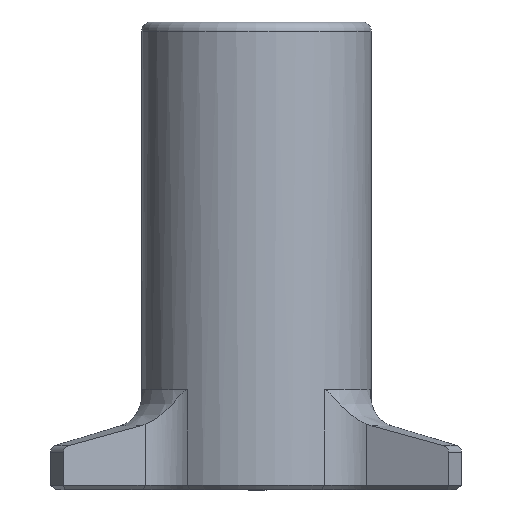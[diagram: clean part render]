
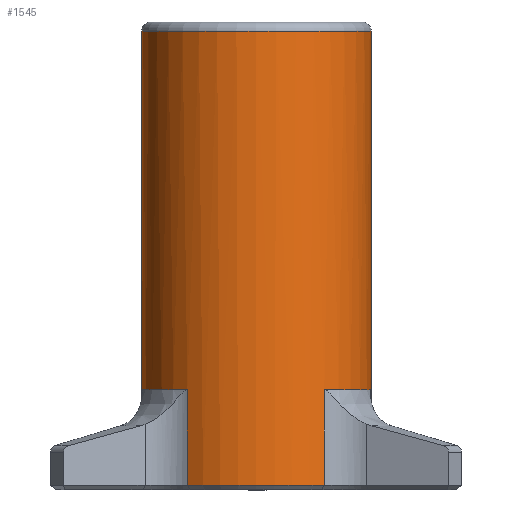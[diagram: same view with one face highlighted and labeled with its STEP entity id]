
A CAD part, left-side view. The second image highlights one B-rep face of the part: STEP entity #1545.
In plain terms, the highlighted cylindrical face has radius 12.5 mm (diameter 25 mm), a full revolution.
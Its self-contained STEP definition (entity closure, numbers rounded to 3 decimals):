
#133=FACE_OUTER_BOUND('',#222,.T.);
#222=EDGE_LOOP('',(#1251,#1252,#1253,#1254,#1255,#1256,#1257,#1258,#1259,
#1260,#1261,#1262,#1263,#1264,#1265,#1266));
#264=CIRCLE('',#1637,12.5);
#267=CIRCLE('',#1645,12.5);
#270=CIRCLE('',#1655,12.5);
#271=CIRCLE('',#1656,12.5);
#273=CIRCLE('',#1679,12.5);
#274=CIRCLE('',#1680,12.5);
#275=CIRCLE('',#1681,12.5);
#276=CIRCLE('',#1682,12.5);
#453=LINE('',#4079,#553);
#455=LINE('',#4124,#555);
#467=LINE('',#4199,#567);
#468=LINE('',#4202,#568);
#470=LINE('',#4247,#570);
#471=LINE('',#4251,#571);
#472=LINE('',#4255,#572);
#553=VECTOR('',#1950,10.);
#555=VECTOR('',#1954,10.);
#567=VECTOR('',#1984,10.);
#568=VECTOR('',#1987,10.);
#570=VECTOR('',#1991,10.);
#571=VECTOR('',#1996,12.5);
#572=VECTOR('',#2001,10.);
#672=VERTEX_POINT('',#3980);
#673=VERTEX_POINT('',#3984);
#678=VERTEX_POINT('',#4002);
#679=VERTEX_POINT('',#4006);
#684=VERTEX_POINT('',#4028);
#685=VERTEX_POINT('',#4032);
#686=VERTEX_POINT('',#4034);
#696=VERTEX_POINT('',#4078);
#698=VERTEX_POINT('',#4103);
#711=VERTEX_POINT('',#4178);
#712=VERTEX_POINT('',#4201);
#714=VERTEX_POINT('',#4226);
#715=VERTEX_POINT('',#4249);
#716=VERTEX_POINT('',#4253);
#857=EDGE_CURVE('',#673,#672,#264,.T.);
#868=EDGE_CURVE('',#679,#678,#267,.T.);
#881=EDGE_CURVE('',#685,#686,#270,.T.);
#882=EDGE_CURVE('',#686,#684,#271,.T.);
#897=EDGE_CURVE('',#696,#672,#453,.T.);
#901=EDGE_CURVE('',#698,#673,#455,.T.);
#920=EDGE_CURVE('',#711,#679,#467,.T.);
#921=EDGE_CURVE('',#684,#712,#468,.T.);
#925=EDGE_CURVE('',#685,#714,#470,.T.);
#926=EDGE_CURVE('',#715,#715,#273,.T.);
#927=EDGE_CURVE('',#715,#686,#471,.T.);
#928=EDGE_CURVE('',#696,#714,#274,.T.);
#929=EDGE_CURVE('',#716,#698,#275,.T.);
#930=EDGE_CURVE('',#678,#716,#472,.T.);
#931=EDGE_CURVE('',#712,#711,#276,.T.);
#1251=ORIENTED_EDGE('',*,*,#926,.F.);
#1252=ORIENTED_EDGE('',*,*,#927,.T.);
#1253=ORIENTED_EDGE('',*,*,#881,.F.);
#1254=ORIENTED_EDGE('',*,*,#925,.T.);
#1255=ORIENTED_EDGE('',*,*,#928,.F.);
#1256=ORIENTED_EDGE('',*,*,#897,.T.);
#1257=ORIENTED_EDGE('',*,*,#857,.F.);
#1258=ORIENTED_EDGE('',*,*,#901,.F.);
#1259=ORIENTED_EDGE('',*,*,#929,.F.);
#1260=ORIENTED_EDGE('',*,*,#930,.F.);
#1261=ORIENTED_EDGE('',*,*,#868,.F.);
#1262=ORIENTED_EDGE('',*,*,#920,.F.);
#1263=ORIENTED_EDGE('',*,*,#931,.F.);
#1264=ORIENTED_EDGE('',*,*,#921,.F.);
#1265=ORIENTED_EDGE('',*,*,#882,.F.);
#1266=ORIENTED_EDGE('',*,*,#927,.F.);
#1473=CYLINDRICAL_SURFACE('',#1678,12.5);
#1545=ADVANCED_FACE('',(#133),#1473,.T.);
#1637=AXIS2_PLACEMENT_3D('',#3986,#1865,#1866);
#1645=AXIS2_PLACEMENT_3D('',#4008,#1889,#1890);
#1655=AXIS2_PLACEMENT_3D('',#4035,#1919,#1920);
#1656=AXIS2_PLACEMENT_3D('',#4036,#1921,#1922);
#1678=AXIS2_PLACEMENT_3D('',#4248,#1992,#1993);
#1679=AXIS2_PLACEMENT_3D('',#4250,#1994,#1995);
#1680=AXIS2_PLACEMENT_3D('',#4252,#1997,#1998);
#1681=AXIS2_PLACEMENT_3D('',#4254,#1999,#2000);
#1682=AXIS2_PLACEMENT_3D('',#4256,#2002,#2003);
#1865=DIRECTION('center_axis',(0.,0.,-1.));
#1866=DIRECTION('ref_axis',(1.,0.,0.));
#1889=DIRECTION('center_axis',(0.,0.,-1.));
#1890=DIRECTION('ref_axis',(1.,0.,0.));
#1919=DIRECTION('center_axis',(0.,0.,-1.));
#1920=DIRECTION('ref_axis',(-1.,0.,0.));
#1921=DIRECTION('center_axis',(0.,0.,-1.));
#1922=DIRECTION('ref_axis',(-1.,0.,0.));
#1950=DIRECTION('',(0.,0.,-1.));
#1954=DIRECTION('',(0.,0.,-1.));
#1984=DIRECTION('',(0.,0.,-1.));
#1987=DIRECTION('',(0.,0.,1.));
#1991=DIRECTION('',(0.,0.,1.));
#1992=DIRECTION('center_axis',(0.,0.,1.));
#1993=DIRECTION('ref_axis',(1.,0.,0.));
#1994=DIRECTION('center_axis',(0.,0.,1.));
#1995=DIRECTION('ref_axis',(1.,0.,0.));
#1996=DIRECTION('',(0.,0.,-1.));
#1997=DIRECTION('center_axis',(0.,0.,-1.));
#1998=DIRECTION('ref_axis',(1.,0.,0.));
#1999=DIRECTION('center_axis',(0.,0.,-1.));
#2000=DIRECTION('ref_axis',(1.,0.,0.));
#2001=DIRECTION('',(0.,0.,1.));
#2002=DIRECTION('center_axis',(0.,0.,-1.));
#2003=DIRECTION('ref_axis',(1.,0.,0.));
#3980=CARTESIAN_POINT('',(-1.505,-12.409,-10.411));
#3984=CARTESIAN_POINT('',(11.441,-5.034,-10.411));
#3986=CARTESIAN_POINT('Origin',(0.,0.,-10.411));
#4002=CARTESIAN_POINT('',(11.499,4.901,-10.411));
#4006=CARTESIAN_POINT('',(-1.361,12.426,-10.411));
#4008=CARTESIAN_POINT('Origin',(0.,0.,-10.411));
#4028=CARTESIAN_POINT('',(-9.994,7.508,-10.411));
#4032=CARTESIAN_POINT('',(-10.081,-7.391,-10.411));
#4034=CARTESIAN_POINT('',(-12.5,0.,-10.411));
#4035=CARTESIAN_POINT('Origin',(0.,0.,-10.411));
#4036=CARTESIAN_POINT('Origin',(0.,0.,-10.411));
#4078=CARTESIAN_POINT('',(-1.505,-12.409,0.));
#4079=CARTESIAN_POINT('',(-1.505,-12.409,0.));
#4103=CARTESIAN_POINT('',(11.441,-5.034,0.));
#4124=CARTESIAN_POINT('',(11.441,-5.034,0.));
#4178=CARTESIAN_POINT('',(-1.361,12.426,0.));
#4199=CARTESIAN_POINT('',(-1.361,12.426,0.));
#4201=CARTESIAN_POINT('',(-9.994,7.508,0.));
#4202=CARTESIAN_POINT('',(-9.994,7.508,0.));
#4226=CARTESIAN_POINT('',(-10.081,-7.391,0.));
#4247=CARTESIAN_POINT('',(-10.081,-7.391,0.));
#4248=CARTESIAN_POINT('Origin',(0.,0.,0.));
#4249=CARTESIAN_POINT('',(-12.5,0.,39.));
#4250=CARTESIAN_POINT('Origin',(0.,0.,39.));
#4251=CARTESIAN_POINT('',(-12.5,0.,0.));
#4252=CARTESIAN_POINT('Origin',(0.,0.,0.));
#4253=CARTESIAN_POINT('',(11.499,4.901,0.));
#4254=CARTESIAN_POINT('Origin',(0.,0.,0.));
#4255=CARTESIAN_POINT('',(11.499,4.901,0.));
#4256=CARTESIAN_POINT('Origin',(0.,0.,0.));
